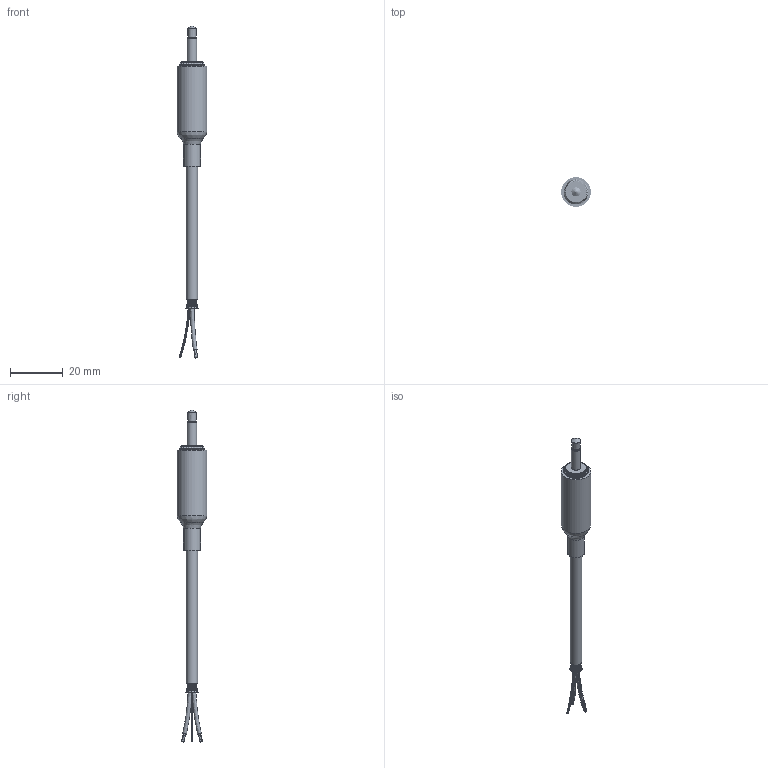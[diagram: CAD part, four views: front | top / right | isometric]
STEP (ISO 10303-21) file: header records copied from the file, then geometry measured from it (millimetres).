
FILE_DESCRIPTION(/* description */ (''),/* implementation_level */ '2;1');
FILE_NAME(/* name */ 'C302.stp',/* time_stamp */ '2025-05-20T11:06:24-04:00',/* author */ ('cthayer'),/* organization */ (''),/* preprocessor_version */ 'ST-DEVELOPER v20',/* originating_system */ 'Autodesk Inventor 2025',/* authorisation */ '');
FILE_SCHEMA (('AUTOMOTIVE_DESIGN { 1 0 10303 214 3 1 1 }'));
Products named in the file (6): C302; CBP10151; CBP10151, PLUG; CBP10151, CASE; CBP10151, HEAT SHRINK; CB110
Assembly tree (5 placements, depth 3):
  C302
    CBP10151
      CBP10151, PLUG
      CBP10151, CASE
    CBP10151, HEAT SHRINK
    CB110
Bounding box: 11.26 x 11.26 x 126.42 mm (x, y, z)
Volume: 3000.4 mm3; surface area: 6172.1 mm2
Topology: 42 solids, 42 shells, 4098 faces, 10395 edges, 6011 vertices
Faces by surface type: plane 2977, bspline 699, cylinder 414, cone 4, torus 4
Full cylindrical faces by diameter (mm): 0.127 x19, 0.203 x38, 1 x1, 2 x1, 2.508 x1, 2.921 x1, 3.048 x1, 3.404 x1, 3.5 x1, 3.531 x1, 4.4 x1, 4.445 x2, 5.588 x1, 6.477 x1, 8 x2, 9.225 x1, 9.525 x4, 11.257 x1
Entity records: 210952 total; most frequent: CARTESIAN_POINT 112846, ORIENTED_EDGE 20708, DIRECTION 18969, EDGE_CURVE 10354, AXIS2_PLACEMENT_3D 7404, VERTEX_POINT 6012, EDGE_LOOP 4212, LINE 4161
